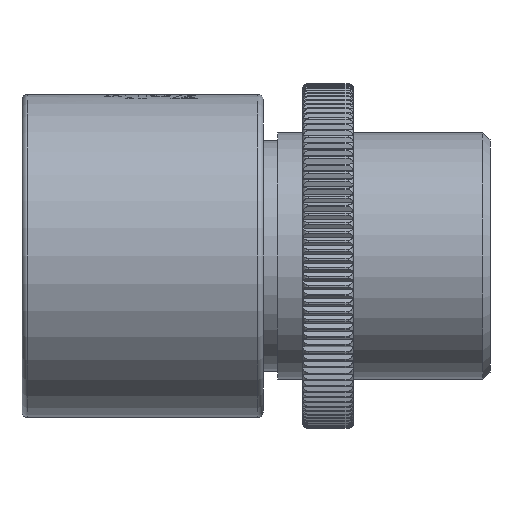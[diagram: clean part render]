
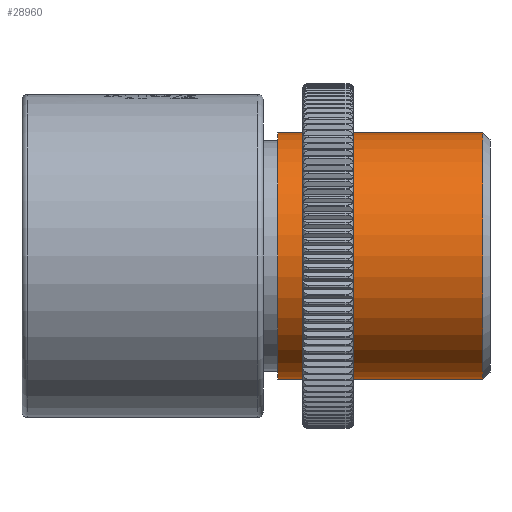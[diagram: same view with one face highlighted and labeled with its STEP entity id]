
A CAD part, left-side view. The second image highlights one B-rep face of the part: STEP entity #28960.
In plain terms, the highlighted cylindrical face has radius 6.795 mm (diameter 13.59 mm), a partial arc.
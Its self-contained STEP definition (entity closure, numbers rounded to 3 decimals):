
#2493 = EDGE_CURVE ( 'NONE', #27693, #47590, #2616, .T. ) ;
#2616 = CIRCLE ( 'NONE', #18467, 6.795 ) ;
#3390 = DIRECTION ( 'NONE',  ( 0., 1., 0. ) ) ;
#3643 = ORIENTED_EDGE ( 'NONE', *, *, #47483, .F. ) ;
#5072 = DIRECTION ( 'NONE',  ( 0., 1., 0. ) ) ;
#5620 = ORIENTED_EDGE ( 'NONE', *, *, #2493, .T. ) ;
#7707 = AXIS2_PLACEMENT_3D ( 'NONE', #22291, #3390, #18549 ) ;
#10936 = DIRECTION ( 'NONE',  ( 0., 1., 0. ) ) ;
#11558 = ORIENTED_EDGE ( 'NONE', *, *, #26450, .T. ) ;
#13222 = VECTOR ( 'NONE', #10936, 1000. ) ;
#14356 = CIRCLE ( 'NONE', #16738, 6.795 ) ;
#15148 = CARTESIAN_POINT ( 'NONE',  ( 1.676, -2.747, -6.795 ) ) ;
#16738 = AXIS2_PLACEMENT_3D ( 'NONE', #25945, #37867, #48808 ) ;
#18467 = AXIS2_PLACEMENT_3D ( 'NONE', #43113, #5072, #27470 ) ;
#18549 = DIRECTION ( 'NONE',  ( 0., 0., 1. ) ) ;
#21847 = EDGE_CURVE ( 'NONE', #24840, #43974, #14356, .T. ) ;
#22291 = CARTESIAN_POINT ( 'NONE',  ( 1.676, -2.747, 0. ) ) ;
#22714 = VECTOR ( 'NONE', #27109, 1000. ) ;
#24840 = VERTEX_POINT ( 'NONE', #26279 ) ;
#25945 = CARTESIAN_POINT ( 'NONE',  ( 1.676, 8.953, 0. ) ) ;
#26023 = FACE_OUTER_BOUND ( 'NONE', #48239, .T. ) ;
#26279 = CARTESIAN_POINT ( 'NONE',  ( 1.676, 8.953, -6.795 ) ) ;
#26450 = EDGE_CURVE ( 'NONE', #47590, #43974, #34317, .T. ) ;
#27109 = DIRECTION ( 'NONE',  ( 0., 1., 0. ) ) ;
#27470 = DIRECTION ( 'NONE',  ( 0., 0., -1. ) ) ;
#27693 = VERTEX_POINT ( 'NONE', #37269 ) ;
#28960 = ADVANCED_FACE ( 'NONE', ( #26023 ), #41174, .T. ) ;
#31776 = CARTESIAN_POINT ( 'NONE',  ( 1.676, -2.347, 6.795 ) ) ;
#34317 = LINE ( 'NONE', #38521, #22714 ) ;
#36359 = CARTESIAN_POINT ( 'NONE',  ( 1.676, 8.953, 6.795 ) ) ;
#37269 = CARTESIAN_POINT ( 'NONE',  ( 1.676, -2.347, -6.795 ) ) ;
#37867 = DIRECTION ( 'NONE',  ( 0., 1., 0. ) ) ;
#38521 = CARTESIAN_POINT ( 'NONE',  ( 1.676, -2.747, 6.795 ) ) ;
#41174 = CYLINDRICAL_SURFACE ( 'NONE', #7707, 6.795 ) ;
#41496 = LINE ( 'NONE', #15148, #13222 ) ;
#43113 = CARTESIAN_POINT ( 'NONE',  ( 1.676, -2.347, 0. ) ) ;
#43974 = VERTEX_POINT ( 'NONE', #36359 ) ;
#46701 = ORIENTED_EDGE ( 'NONE', *, *, #21847, .F. ) ;
#47483 = EDGE_CURVE ( 'NONE', #27693, #24840, #41496, .T. ) ;
#47590 = VERTEX_POINT ( 'NONE', #31776 ) ;
#48239 = EDGE_LOOP ( 'NONE', ( #3643, #5620, #11558, #46701 ) ) ;
#48808 = DIRECTION ( 'NONE',  ( 0., 0., 1. ) ) ;
